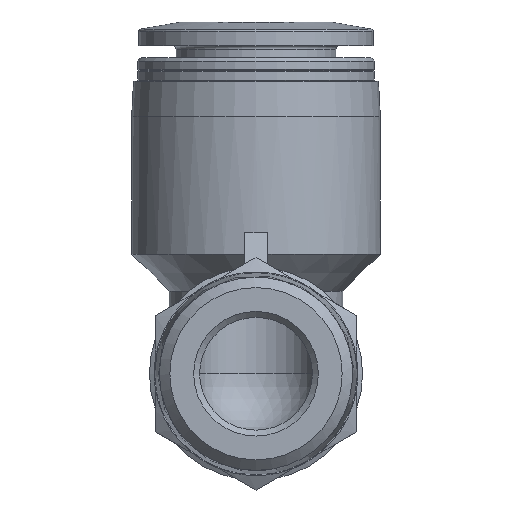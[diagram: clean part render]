
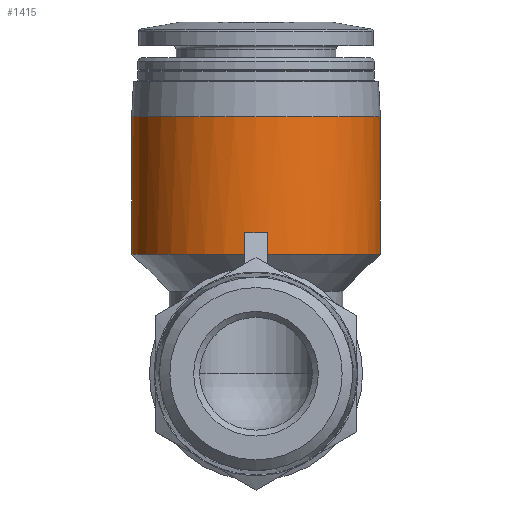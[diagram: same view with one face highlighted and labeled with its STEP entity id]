
A CAD part, front view. The second image highlights one B-rep face of the part: STEP entity #1415.
In plain terms, the highlighted cylindrical face has radius 10.5 mm (diameter 21 mm), a full revolution.
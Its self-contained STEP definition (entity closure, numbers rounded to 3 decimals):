
#90=LINE('',#2006,#124);
#91=LINE('',#2010,#125);
#124=VECTOR('',#1716,1000.);
#125=VECTOR('',#1719,1000.);
#180=ELLIPSE('',#1521,14.849,10.5);
#244=ORIENTED_EDGE('',*,*,#462,.F.);
#245=ORIENTED_EDGE('',*,*,#487,.F.);
#246=ORIENTED_EDGE('',*,*,#488,.F.);
#247=ORIENTED_EDGE('',*,*,#489,.T.);
#248=ORIENTED_EDGE('',*,*,#486,.T.);
#462=EDGE_CURVE('',#591,#592,#675,.T.);
#486=EDGE_CURVE('',#614,#614,#693,.T.);
#487=EDGE_CURVE('',#615,#591,#90,.T.);
#488=EDGE_CURVE('',#616,#615,#180,.T.);
#489=EDGE_CURVE('',#616,#592,#91,.T.);
#591=VERTEX_POINT('',#1929);
#592=VERTEX_POINT('',#1930);
#614=VERTEX_POINT('',#2004);
#615=VERTEX_POINT('',#2007);
#616=VERTEX_POINT('',#2009);
#675=CIRCLE('',#1483,10.5);
#693=CIRCLE('',#1519,10.5);
#757=EDGE_LOOP('',(#244,#245,#246,#247));
#758=EDGE_LOOP('',(#248));
#855=FACE_BOUND('',#757,.T.);
#856=FACE_BOUND('',#758,.T.);
#920=CYLINDRICAL_SURFACE('',#1520,10.5);
#1415=ADVANCED_FACE('',(#855,#856),#920,.T.);
#1483=AXIS2_PLACEMENT_3D('',#1928,#1640,#1641);
#1519=AXIS2_PLACEMENT_3D('',#2003,#1712,#1713);
#1520=AXIS2_PLACEMENT_3D('',#2005,#1714,#1715);
#1521=AXIS2_PLACEMENT_3D('',#2008,#1717,#1718);
#1640=DIRECTION('',(0.,0.,-1.));
#1641=DIRECTION('',(-1.,0.,0.));
#1712=DIRECTION('',(0.,0.,-1.));
#1713=DIRECTION('',(-1.,0.,0.));
#1714=DIRECTION('',(0.,0.,-1.));
#1715=DIRECTION('',(-1.,0.,0.));
#1716=DIRECTION('',(0.,0.,-1.));
#1717=DIRECTION('',(0.,0.707,-0.707));
#1718=DIRECTION('',(0.,-0.707,-0.707));
#1719=DIRECTION('',(0.,0.,-1.));
#1928=CARTESIAN_POINT('',(0.,43.5,10.098));
#1929=CARTESIAN_POINT('',(-1.,33.048,10.098));
#1930=CARTESIAN_POINT('',(1.,33.048,10.098));
#2003=CARTESIAN_POINT('',(0.,43.5,21.7));
#2004=CARTESIAN_POINT('',(-10.5,43.5,21.7));
#2005=CARTESIAN_POINT('',(0.,43.5,-7.35));
#2006=CARTESIAN_POINT('',(-1.,33.048,-7.35));
#2007=CARTESIAN_POINT('',(-1.,33.048,11.948));
#2008=CARTESIAN_POINT('',(0.,43.5,22.4));
#2009=CARTESIAN_POINT('',(1.,33.048,11.948));
#2010=CARTESIAN_POINT('',(1.,33.048,-7.35));
